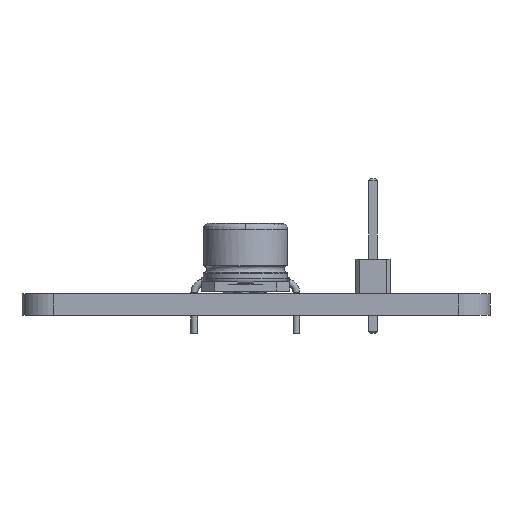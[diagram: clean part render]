
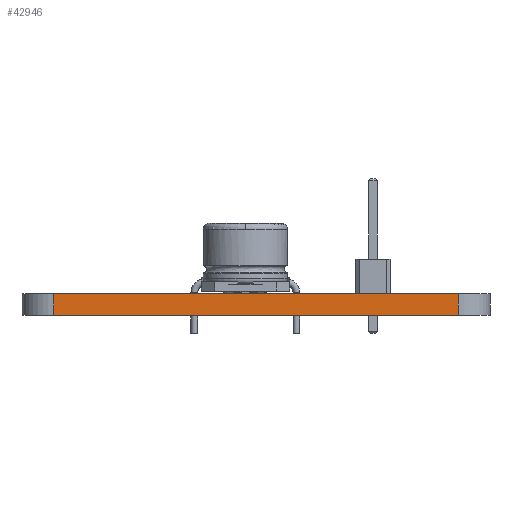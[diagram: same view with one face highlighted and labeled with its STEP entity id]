
A CAD part, left-side view. The second image highlights one B-rep face of the part: STEP entity #42946.
In plain terms, the highlighted planar face has unit normal (-1, 0, 0).
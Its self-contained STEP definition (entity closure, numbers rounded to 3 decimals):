
#42150 = VERTEX_POINT('',#42151);
#42151 = CARTESIAN_POINT('',(69.056,-76.2,0.));
#42158 = EDGE_CURVE('',#42150,#42159,#42161,.T.);
#42159 = VERTEX_POINT('',#42160);
#42160 = CARTESIAN_POINT('',(69.056,-46.038,0.));
#42161 = LINE('',#42162,#42163);
#42162 = CARTESIAN_POINT('',(69.056,-76.2,0.));
#42163 = VECTOR('',#42164,1.);
#42164 = DIRECTION('',(0.,1.,0.));
#42543 = VERTEX_POINT('',#42544);
#42544 = CARTESIAN_POINT('',(69.056,-76.2,1.6));
#42551 = EDGE_CURVE('',#42543,#42552,#42554,.T.);
#42552 = VERTEX_POINT('',#42553);
#42553 = CARTESIAN_POINT('',(69.056,-46.038,1.6));
#42554 = LINE('',#42555,#42556);
#42555 = CARTESIAN_POINT('',(69.056,-76.2,1.6));
#42556 = VECTOR('',#42557,1.);
#42557 = DIRECTION('',(0.,1.,0.));
#42916 = EDGE_CURVE('',#42159,#42552,#42917,.T.);
#42917 = LINE('',#42918,#42919);
#42918 = CARTESIAN_POINT('',(69.056,-46.038,0.));
#42919 = VECTOR('',#42920,1.);
#42920 = DIRECTION('',(0.,0.,1.));
#42946 = ADVANCED_FACE('',(#42947),#42958,.T.);
#42947 = FACE_BOUND('',#42948,.T.);
#42948 = EDGE_LOOP('',(#42949,#42955,#42956,#42957));
#42949 = ORIENTED_EDGE('',*,*,#42950,.T.);
#42950 = EDGE_CURVE('',#42150,#42543,#42951,.T.);
#42951 = LINE('',#42952,#42953);
#42952 = CARTESIAN_POINT('',(69.056,-76.2,0.));
#42953 = VECTOR('',#42954,1.);
#42954 = DIRECTION('',(0.,0.,1.));
#42955 = ORIENTED_EDGE('',*,*,#42551,.T.);
#42956 = ORIENTED_EDGE('',*,*,#42916,.F.);
#42957 = ORIENTED_EDGE('',*,*,#42158,.F.);
#42958 = PLANE('',#42959);
#42959 = AXIS2_PLACEMENT_3D('',#42960,#42961,#42962);
#42960 = CARTESIAN_POINT('',(69.056,-76.2,0.));
#42961 = DIRECTION('',(-1.,0.,0.));
#42962 = DIRECTION('',(0.,1.,0.));
